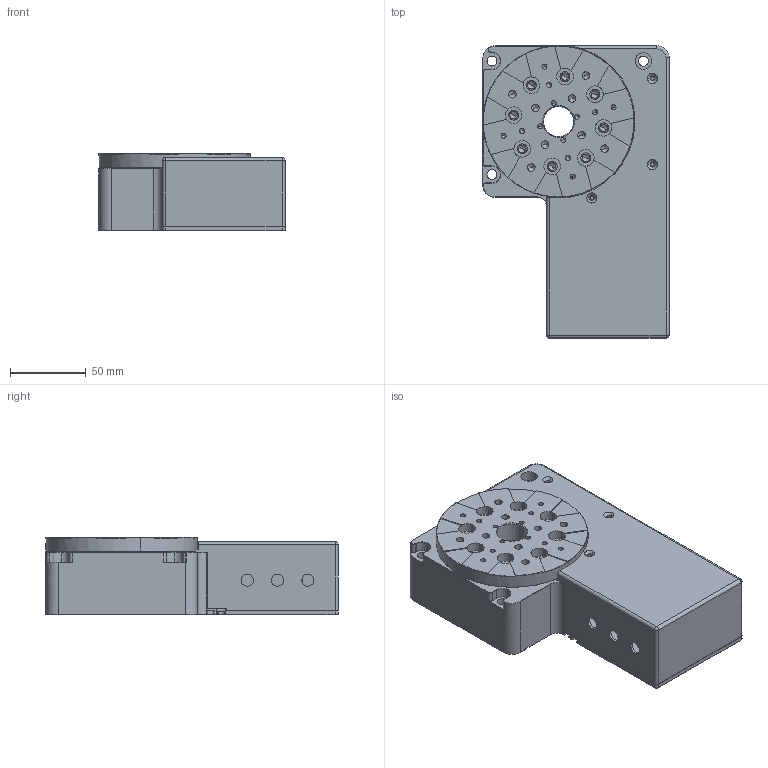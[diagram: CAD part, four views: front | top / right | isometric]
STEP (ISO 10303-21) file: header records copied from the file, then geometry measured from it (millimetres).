
FILE_DESCRIPTION (( 'STEP AP203' ), '1' );
FILE_NAME ('528669.STEP', '2024-09-21T08:39:38', ( '' ), ( '' ), 'SwSTEP 2.0', 'SolidWorks 2020', '' );
FILE_SCHEMA (( 'CONFIG_CONTROL_DESIGN' ));
Length unit declared in the file: millimetre
Products named in the file (1): 528669
Bounding box: 123 x 193 x 51.5 mm (x, y, z)
Volume: 672585.9 mm3; surface area: 234560.5 mm2
Topology: 52 solids, 52 shells, 1354 faces, 3264 edges, 1958 vertices
Faces by surface type: cylinder 589, plane 434, cone 240, bspline 76, torus 13, sphere 2
Entity records: 40965 total; most frequent: CARTESIAN_POINT 9251, DIRECTION 6996, ORIENTED_EDGE 6176, EDGE_CURVE 3088, AXIS2_PLACEMENT_3D 2734, VERTEX_POINT 1958, EDGE_LOOP 1678, VECTOR 1528
